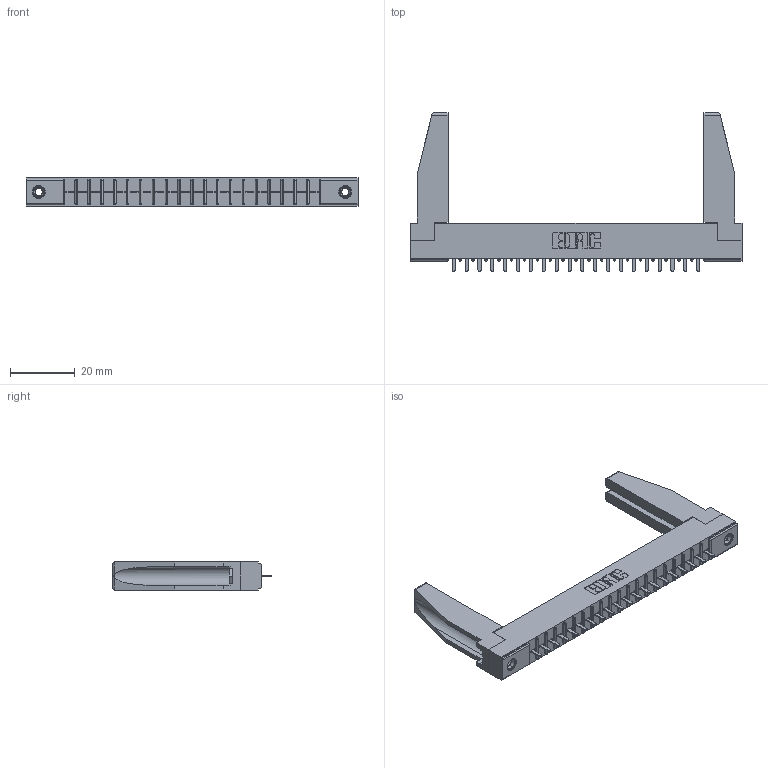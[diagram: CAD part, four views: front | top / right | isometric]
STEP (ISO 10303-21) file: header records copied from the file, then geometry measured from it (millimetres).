
FILE_DESCRIPTION (( 'STEP AP203' ), '1' );
FILE_NAME ('316-020-421-178.STEP', '2020-09-22T19:47:59', ( '' ), ( '' ), 'SwSTEP 2.0', 'SolidWorks 2020', '' );
FILE_SCHEMA (( 'CONFIG_CONTROL_DESIGN' ));
Length unit declared in the file: inch
Products named in the file (5): 306-290-001_121; 316-020-421-178; 306 Part_.156 Dia; 307-220-078; 345-250-001_345-250-001-102
Assembly tree (25 placements, depth 2):
  316-020-421-178
    306 Part_.156 Dia
    306-290-001_121  x20
    345-250-001_345-250-001-102  x2
    307-220-078  x2
Bounding box: 102.26 x 48.92 x 8.71 mm (x, y, z)
Volume: 10956.6 mm3; surface area: 13912.9 mm2
Topology: 25 solids, 25 shells, 1646 faces, 4586 edges, 2940 vertices
Faces by surface type: plane 1092, cylinder 458, sphere 80, cone 12, torus 4
Entity records: 23896 total; most frequent: CARTESIAN_POINT 4009, ORIENTED_EDGE 3930, DIRECTION 3907, EDGE_CURVE 1965, VECTOR 1527, LINE 1527, VERTEX_POINT 1250, AXIS2_PLACEMENT_3D 1190
